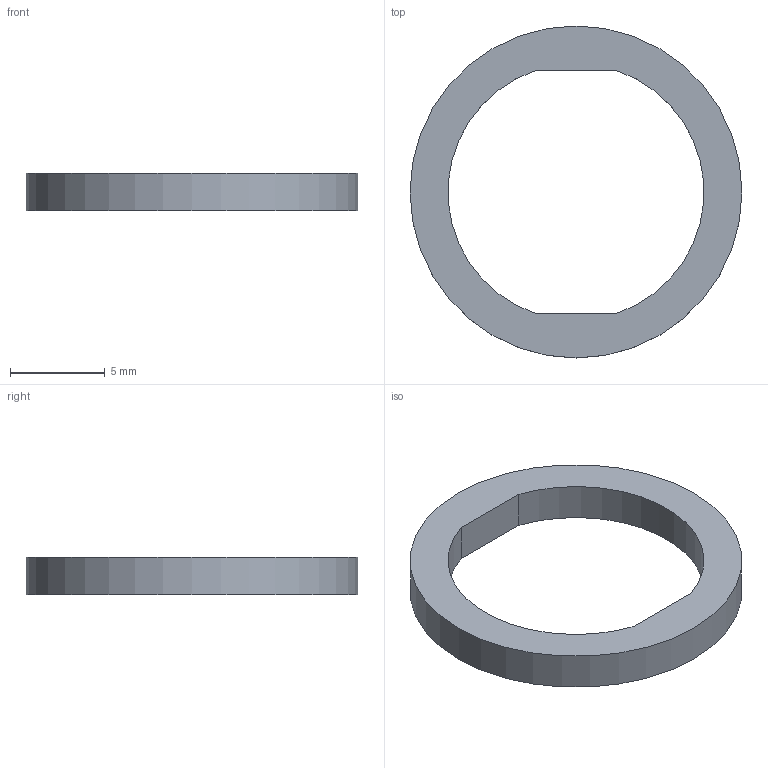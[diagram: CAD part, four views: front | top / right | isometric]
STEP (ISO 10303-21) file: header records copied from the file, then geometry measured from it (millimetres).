
FILE_DESCRIPTION(/* description */ ('HPD-RING'),/* implementation_level */ '2;1');
FILE_NAME(/* name */ 'hpd_14.stp',/* time_stamp */ '2020-03-31T12:52:01+02:00',/* author */ ('schnellinger'),/* organization */ (''),/* preprocessor_version */ 'ST-DEVELOPER v17',/* originating_system */ 'Autodesk Inventor 2018',/* authorisation */ '197,98 mm^3');
FILE_SCHEMA (('AUTOMOTIVE_DESIGN { 1 0 10303 214 3 1 1 }'));
Length unit declared in the file: millimetre
Products named in the file (1): 20060213B0000004-AA
Bounding box: 17.5 x 17.5 x 2 mm (x, y, z)
Volume: 198.8 mm3; surface area: 393.3 mm2
Topology: 1 solids, 1 shells, 7 faces, 15 edges, 10 vertices
Faces by surface type: plane 4, cylinder 3
Full cylindrical faces by diameter (mm): 17.5 x1
Entity records: 238 total; most frequent: DIRECTION 37, CARTESIAN_POINT 33, ORIENTED_EDGE 30, EDGE_CURVE 15, AXIS2_PLACEMENT_3D 14, VERTEX_POINT 10, EDGE_LOOP 9, LINE 9
